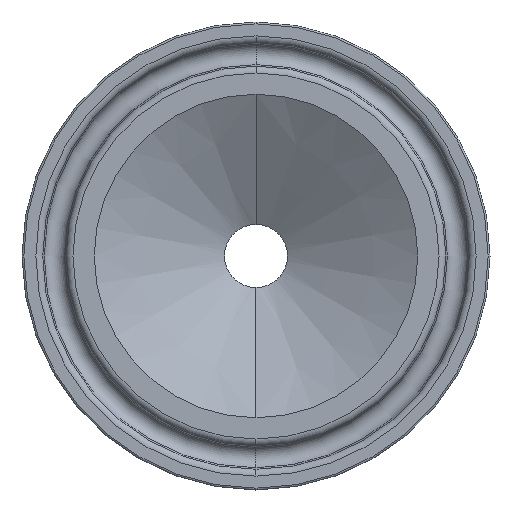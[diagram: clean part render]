
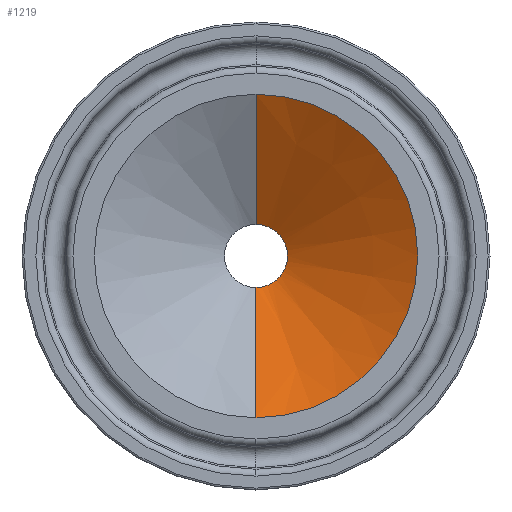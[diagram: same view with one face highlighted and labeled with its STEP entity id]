
A CAD part, left-side view. The second image highlights one B-rep face of the part: STEP entity #1219.
In plain terms, the highlighted conical face has half-angle 60 degrees and reference radius 17.45 mm.
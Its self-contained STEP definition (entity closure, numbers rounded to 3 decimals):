
#17 = ORIENTED_EDGE ( 'NONE', *, *, #415, .T. ) ;
#86 = EDGE_CURVE ( 'NONE', #647, #635, #278, .T. ) ;
#118 = DIRECTION ( 'NONE',  ( 0., 0., 1. ) ) ;
#140 = VERTEX_POINT ( 'NONE', #246 ) ;
#149 = VERTEX_POINT ( 'NONE', #232 ) ;
#155 = EDGE_CURVE ( 'NONE', #140, #635, #539, .T. ) ;
#179 = ORIENTED_EDGE ( 'NONE', *, *, #1232, .F. ) ;
#227 = DIRECTION ( 'NONE',  ( -0.5, 0., 0.866 ) ) ;
#232 = CARTESIAN_POINT ( 'NONE',  ( 8.112, 0., -3.4 ) ) ;
#246 = CARTESIAN_POINT ( 'NONE',  ( 8.112, 0., 3.4 ) ) ;
#278 = CIRCLE ( 'NONE', #1066, 17.45 ) ;
#290 = CARTESIAN_POINT ( 'NONE',  ( 0., 0., 0. ) ) ;
#303 = LINE ( 'NONE', #386, #839 ) ;
#352 = ORIENTED_EDGE ( 'NONE', *, *, #86, .T. ) ;
#374 = AXIS2_PLACEMENT_3D ( 'NONE', #1053, #872, #968 ) ;
#386 = CARTESIAN_POINT ( 'NONE',  ( 0., 0., -17.45 ) ) ;
#389 = EDGE_LOOP ( 'NONE', ( #179, #17, #352, #1146 ) ) ;
#415 = EDGE_CURVE ( 'NONE', #149, #647, #303, .T. ) ;
#463 = CARTESIAN_POINT ( 'NONE',  ( 0., 0., 17.45 ) ) ;
#489 = DIRECTION ( 'NONE',  ( -1., 0., 0. ) ) ;
#518 = CIRCLE ( 'NONE', #374, 3.4 ) ;
#539 = LINE ( 'NONE', #1093, #962 ) ;
#610 = DIRECTION ( 'NONE',  ( -1., 0., 0. ) ) ;
#635 = VERTEX_POINT ( 'NONE', #463 ) ;
#647 = VERTEX_POINT ( 'NONE', #930 ) ;
#657 = CONICAL_SURFACE ( 'NONE', #916, 17.45, 1.047 ) ;
#692 = FACE_OUTER_BOUND ( 'NONE', #389, .T. ) ;
#774 = DIRECTION ( 'NONE',  ( -0.5, 0., -0.866 ) ) ;
#783 = DIRECTION ( 'NONE',  ( 0., 0., 1. ) ) ;
#839 = VECTOR ( 'NONE', #774, 1000. ) ;
#872 = DIRECTION ( 'NONE',  ( -1., 0., 0. ) ) ;
#916 = AXIS2_PLACEMENT_3D ( 'NONE', #290, #489, #783 ) ;
#930 = CARTESIAN_POINT ( 'NONE',  ( 0., 0., -17.45 ) ) ;
#962 = VECTOR ( 'NONE', #227, 1000. ) ;
#968 = DIRECTION ( 'NONE',  ( 0., 0., 1. ) ) ;
#1053 = CARTESIAN_POINT ( 'NONE',  ( 8.112, 0., 0. ) ) ;
#1066 = AXIS2_PLACEMENT_3D ( 'NONE', #1086, #610, #118 ) ;
#1086 = CARTESIAN_POINT ( 'NONE',  ( 0., 0., 0. ) ) ;
#1093 = CARTESIAN_POINT ( 'NONE',  ( 0., 0., 17.45 ) ) ;
#1146 = ORIENTED_EDGE ( 'NONE', *, *, #155, .F. ) ;
#1219 = ADVANCED_FACE ( 'NONE', ( #692 ), #657, .F. ) ;
#1232 = EDGE_CURVE ( 'NONE', #149, #140, #518, .T. ) ;
